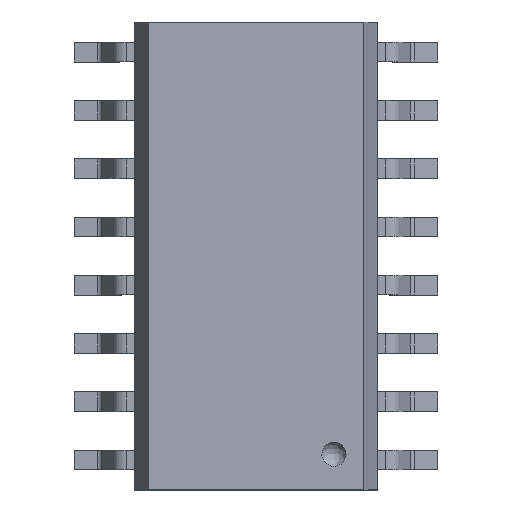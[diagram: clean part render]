
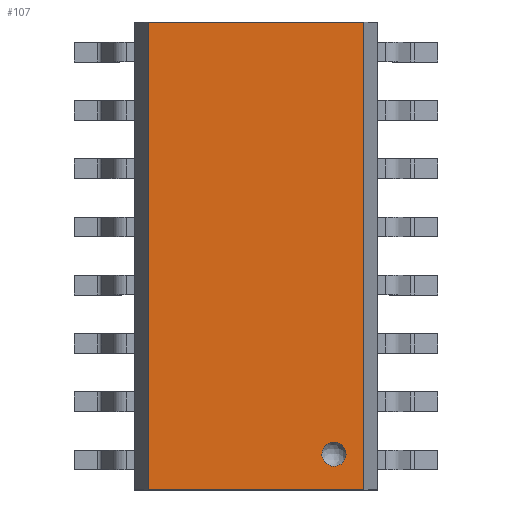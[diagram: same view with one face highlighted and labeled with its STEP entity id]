
A CAD part, top view. The second image highlights one B-rep face of the part: STEP entity #107.
In plain terms, the highlighted planar face has unit normal (0, 0, 1).
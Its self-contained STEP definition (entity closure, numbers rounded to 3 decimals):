
#3 = CARTESIAN_POINT ( 'NONE',  ( 1.562, -4.086, 1.8 ) ) ;
#18 = ORIENTED_EDGE ( 'NONE', *, *, #164, .T. ) ;
#19 = CARTESIAN_POINT ( 'NONE',  ( 1.631, -4.586, 1.8 ) ) ;
#22 = CARTESIAN_POINT ( 'NONE',  ( 1.964, -4.322, 1.8 ) ) ;
#39 = ORIENTED_EDGE ( 'NONE', *, *, #1017, .T. ) ;
#70 = LINE ( 'NONE', #701, #1185 ) ;
#107 = ADVANCED_FACE ( 'NONE', ( #275, #509 ), #635, .T. ) ;
#126 = CARTESIAN_POINT ( 'NONE',  ( 1.436, -4.322, 1.8 ) ) ;
#129 = CARTESIAN_POINT ( 'NONE',  ( 1.769, -4.057, 1.8 ) ) ;
#135 = CARTESIAN_POINT ( 'NONE',  ( 1.964, -4.253, 1.8 ) ) ;
#164 = EDGE_CURVE ( 'NONE', #478, #394, #1273, .T. ) ;
#179 = DIRECTION ( 'NONE',  ( 0., 1., 0. ) ) ;
#208 = CARTESIAN_POINT ( 'NONE',  ( -2.35, -5.1, 1.8 ) ) ;
#216 = CARTESIAN_POINT ( 'NONE',  ( 1.631, -4.057, 1.8 ) ) ;
#220 = DIRECTION ( 'NONE',  ( 1., 0., 0. ) ) ;
#275 = FACE_OUTER_BOUND ( 'NONE', #925, .T. ) ;
#328 = CARTESIAN_POINT ( 'NONE',  ( 1.436, -4.322, 1.8 ) ) ;
#367 = CARTESIAN_POINT ( 'NONE',  ( 2.35, 5.1, 1.8 ) ) ;
#394 = VERTEX_POINT ( 'NONE', #1269 ) ;
#397 = VECTOR ( 'NONE', #843, 1000. ) ;
#417 = EDGE_CURVE ( 'NONE', #1209, #1112, #70, .T. ) ;
#436 = VECTOR ( 'NONE', #907, 1000. ) ;
#445 = CARTESIAN_POINT ( 'NONE',  ( 1.838, -4.557, 1.8 ) ) ;
#455 = CARTESIAN_POINT ( 'NONE',  ( 1.838, -4.085, 1.8 ) ) ;
#476 = ORIENTED_EDGE ( 'NONE', *, *, #417, .T. ) ;
#478 = VERTEX_POINT ( 'NONE', #718 ) ;
#496 = VERTEX_POINT ( 'NONE', #963 ) ;
#509 = FACE_BOUND ( 'NONE', #1357, .T. ) ;
#518 = EDGE_CURVE ( 'NONE', #744, #1209, #786, .T. ) ;
#557 = AXIS2_PLACEMENT_3D ( 'NONE', #1108, #762, #220 ) ;
#570 = CARTESIAN_POINT ( 'NONE',  ( 1.562, -4.558, 1.8 ) ) ;
#609 = ORIENTED_EDGE ( 'NONE', *, *, #897, .T. ) ;
#635 = PLANE ( 'NONE',  #557 ) ;
#648 = CARTESIAN_POINT ( 'NONE',  ( 1.936, -4.184, 1.8 ) ) ;
#651 = CARTESIAN_POINT ( 'NONE',  ( 1.436, -4.392, 1.8 ) ) ;
#654 = VECTOR ( 'NONE', #1120, 1000. ) ;
#665 = CARTESIAN_POINT ( 'NONE',  ( 1.436, -4.252, 1.8 ) ) ;
#701 = CARTESIAN_POINT ( 'NONE',  ( 2.35, 0., 1.8 ) ) ;
#718 = CARTESIAN_POINT ( 'NONE',  ( 1.436, -4.322, 1.8 ) ) ;
#744 = VERTEX_POINT ( 'NONE', #208 ) ;
#762 = DIRECTION ( 'NONE',  ( 0., 0., 1. ) ) ;
#786 = LINE ( 'NONE', #949, #397 ) ;
#843 = DIRECTION ( 'NONE',  ( 1., 0., 0. ) ) ;
#844 = ORIENTED_EDGE ( 'NONE', *, *, #1150, .F. ) ;
#860 = LINE ( 'NONE', #899, #436 ) ;
#888 = CARTESIAN_POINT ( 'NONE',  ( 1.464, -4.46, 1.8 ) ) ;
#897 = EDGE_CURVE ( 'NONE', #394, #478, #1139, .T. ) ;
#899 = CARTESIAN_POINT ( 'NONE',  ( -2.35, 0., 1.8 ) ) ;
#907 = DIRECTION ( 'NONE',  ( 0., 1., 0. ) ) ;
#925 = EDGE_LOOP ( 'NONE', ( #1077, #476, #39, #844 ) ) ;
#949 = CARTESIAN_POINT ( 'NONE',  ( -2.65, -5.1, 1.8 ) ) ;
#956 = LINE ( 'NONE', #1106, #654 ) ;
#963 = CARTESIAN_POINT ( 'NONE',  ( -2.35, 5.1, 1.8 ) ) ;
#1000 = CARTESIAN_POINT ( 'NONE',  ( 1.464, -4.184, 1.8 ) ) ;
#1003 = CARTESIAN_POINT ( 'NONE',  ( 1.77, -4.586, 1.8 ) ) ;
#1009 = CARTESIAN_POINT ( 'NONE',  ( 1.936, -4.46, 1.8 ) ) ;
#1017 = EDGE_CURVE ( 'NONE', #1112, #496, #956, .T. ) ;
#1077 = ORIENTED_EDGE ( 'NONE', *, *, #518, .T. ) ;
#1106 = CARTESIAN_POINT ( 'NONE',  ( 2.65, 5.1, 1.8 ) ) ;
#1108 = CARTESIAN_POINT ( 'NONE',  ( 0., 0., 1.8 ) ) ;
#1112 = VERTEX_POINT ( 'NONE', #367 ) ;
#1120 = DIRECTION ( 'NONE',  ( -1., 0., 0. ) ) ;
#1139 = B_SPLINE_CURVE_WITH_KNOTS ( 'NONE', 3,
 ( #1340, #1225, #1009, #445, #1003, #19, #570, #888, #651, #126 ),
 .UNSPECIFIED., .F., .F.,
 ( 4, 2, 2, 2, 4 ),
 ( 0.001, 0.001, 0.001, 0.001, 0.002 ),
 .UNSPECIFIED. ) ;
#1150 = EDGE_CURVE ( 'NONE', #744, #496, #860, .T. ) ;
#1185 = VECTOR ( 'NONE', #179, 1000. ) ;
#1209 = VERTEX_POINT ( 'NONE', #1278 ) ;
#1225 = CARTESIAN_POINT ( 'NONE',  ( 1.965, -4.391, 1.8 ) ) ;
#1269 = CARTESIAN_POINT ( 'NONE',  ( 1.964, -4.322, 1.8 ) ) ;
#1273 = B_SPLINE_CURVE_WITH_KNOTS ( 'NONE', 3,
 ( #328, #665, #1000, #3, #216, #129, #455, #648, #135, #22 ),
 .UNSPECIFIED., .F., .F.,
 ( 4, 2, 2, 2, 4 ),
 ( 0., 0., 0., 0.001, 0.001 ),
 .UNSPECIFIED. ) ;
#1278 = CARTESIAN_POINT ( 'NONE',  ( 2.35, -5.1, 1.8 ) ) ;
#1340 = CARTESIAN_POINT ( 'NONE',  ( 1.964, -4.322, 1.8 ) ) ;
#1357 = EDGE_LOOP ( 'NONE', ( #18, #609 ) ) ;
